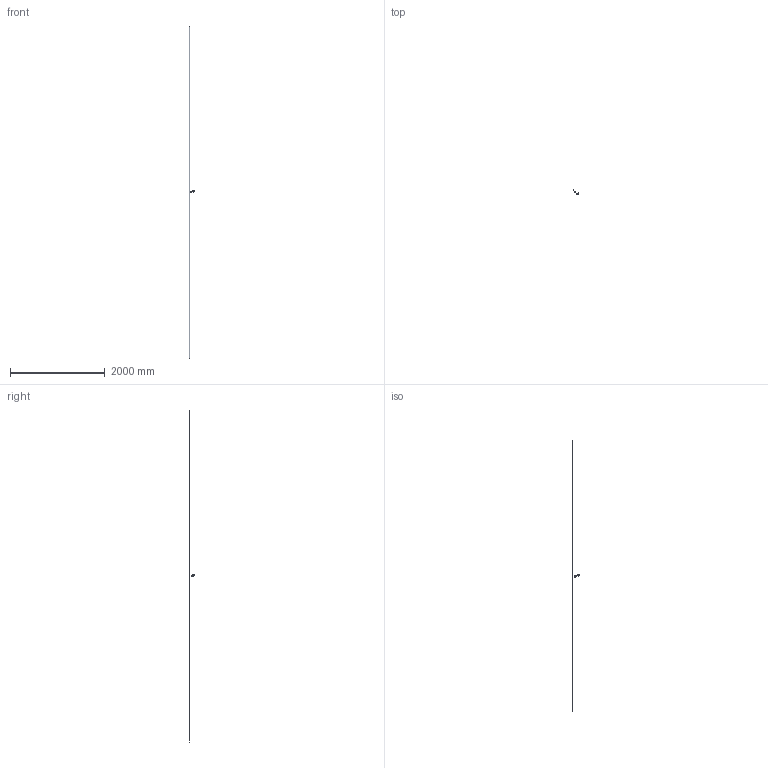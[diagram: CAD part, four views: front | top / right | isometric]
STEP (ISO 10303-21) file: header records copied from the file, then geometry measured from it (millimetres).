
FILE_DESCRIPTION(('STEP AP242'),'1');
FILE_NAME('xy2cz96140.stp','2020-12-22T14:02:30',('TraceParts'),('TraceParts S.A.'),'Spatial InterOp 3D',' ',' ');
FILE_SCHEMA(('AP242_MANAGED_MODEL_BASED_3D_ENGINEERING_MIM_LF {1 0 10303 442 1 1 4}'));
Length unit declared in the file: millimetre
Products named in the file (1): xy2cz96140_1
Bounding box: 109.1 x 97.17 x 7001 mm (x, y, z)
Volume: 154576.1 mm3; surface area: 123247.5 mm2
Topology: 5 solids, 5 shells, 336 faces, 896 edges, 575 vertices
Faces by surface type: plane 149, cylinder 123, cone 50, torus 14
Entity records: 11880 total; most frequent: CARTESIAN_POINT 2475, DIRECTION 1847, ORIENTED_EDGE 1792, EDGE_CURVE 896, AXIS2_PLACEMENT_3D 706, VERTEX_POINT 575, LINE 435, VECTOR 435
